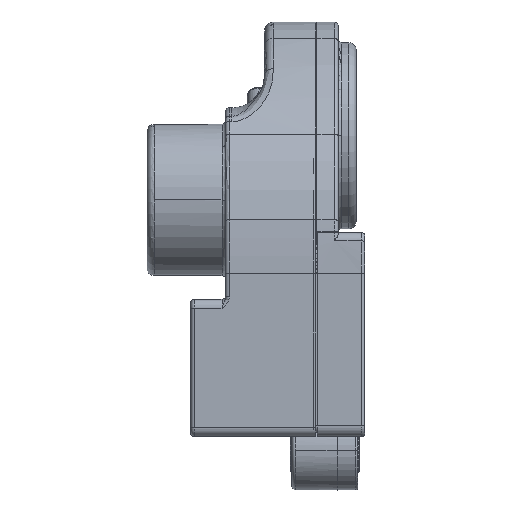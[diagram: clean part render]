
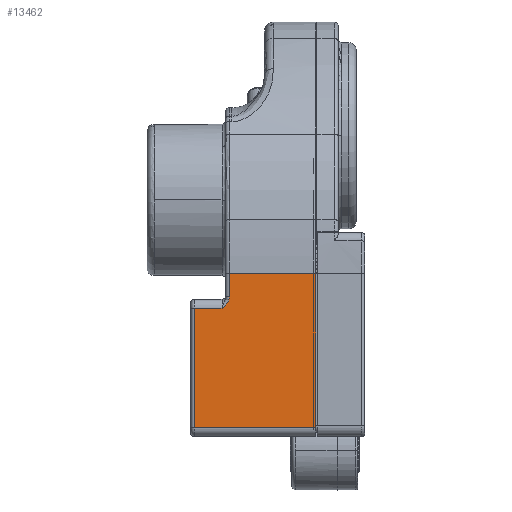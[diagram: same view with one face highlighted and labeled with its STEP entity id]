
A CAD part, left-side view. The second image highlights one B-rep face of the part: STEP entity #13462.
In plain terms, the highlighted planar face has unit normal (-1, 0, 0).
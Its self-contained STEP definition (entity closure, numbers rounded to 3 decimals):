
#669 = DIRECTION ( 'NONE',  ( 0., 1., 0. ) ) ;
#685 = CARTESIAN_POINT ( 'NONE',  ( -68.103, 44.074, -3.618 ) ) ;
#774 = EDGE_CURVE ( 'NONE', #5285, #34751, #27752, .T. ) ;
#781 = EDGE_CURVE ( 'NONE', #5970, #40410, #23794, .T. ) ;
#2367 = DIRECTION ( 'NONE',  ( 0., -1., 0. ) ) ;
#3505 = VECTOR ( 'NONE', #669, 1000. ) ;
#3658 = ORIENTED_EDGE ( 'NONE', *, *, #774, .T. ) ;
#3745 = EDGE_LOOP ( 'NONE', ( #26838, #30485, #3658, #8995, #16722, #31994, #18385 ) ) ;
#3784 = LINE ( 'NONE', #8962, #40010 ) ;
#4695 = CARTESIAN_POINT ( 'NONE',  ( -68.103, -6.951, -70.462 ) ) ;
#4736 = CARTESIAN_POINT ( 'NONE',  ( -68.103, 41.049, 1.862 ) ) ;
#5285 = VERTEX_POINT ( 'NONE', #10742 ) ;
#5344 = CARTESIAN_POINT ( 'NONE',  ( -68.103, 41.049, 0.437 ) ) ;
#5488 = CARTESIAN_POINT ( 'NONE',  ( -68.103, 1.049, 14.782 ) ) ;
#5786 = DIRECTION ( 'NONE',  ( 0., 0., -1. ) ) ;
#5970 = VERTEX_POINT ( 'NONE', #4695 ) ;
#7057 = VERTEX_POINT ( 'NONE', #32438 ) ;
#7132 = CARTESIAN_POINT ( 'NONE',  ( -68.103, 60.349, -70.462 ) ) ;
#7936 = EDGE_CURVE ( 'NONE', #37989, #5285, #32866, .T. ) ;
#8962 = CARTESIAN_POINT ( 'NONE',  ( -68.103, 1.049, -70.462 ) ) ;
#8995 = ORIENTED_EDGE ( 'NONE', *, *, #42124, .T. ) ;
#10608 = DIRECTION ( 'NONE',  ( 0., 0., -1. ) ) ;
#10742 = CARTESIAN_POINT ( 'NONE',  ( -68.103, 45.049, -4.462 ) ) ;
#11989 = CARTESIAN_POINT ( 'NONE',  ( -68.103, 41.049, 1.536 ) ) ;
#12705 = EDGE_CURVE ( 'NONE', #7057, #40410, #37213, .T. ) ;
#13021 = CARTESIAN_POINT ( 'NONE',  ( -68.103, -6.951, 14.782 ) ) ;
#13462 = ADVANCED_FACE ( 'NONE', ( #33657 ), #23287, .F. ) ;
#15120 = CARTESIAN_POINT ( 'NONE',  ( -68.103, 41.049, 1.862 ) ) ;
#15660 = CARTESIAN_POINT ( 'NONE',  ( -68.103, 41.291, 0.271 ) ) ;
#16722 = ORIENTED_EDGE ( 'NONE', *, *, #34470, .T. ) ;
#18385 = ORIENTED_EDGE ( 'NONE', *, *, #12705, .F. ) ;
#18481 = CARTESIAN_POINT ( 'NONE',  ( -68.103, -6.951, 14.782 ) ) ;
#20010 = DIRECTION ( 'NONE',  ( 1., 0., 0. ) ) ;
#22985 = DIRECTION ( 'NONE',  ( 0., 0., -1. ) ) ;
#23287 = PLANE ( 'NONE',  #37630 ) ;
#23412 = CARTESIAN_POINT ( 'NONE',  ( -68.103, 60.349, -70.462 ) ) ;
#23794 = LINE ( 'NONE', #18481, #34591 ) ;
#26007 = DIRECTION ( 'NONE',  ( 0., 0., 1. ) ) ;
#26186 = CARTESIAN_POINT ( 'NONE',  ( -68.103, 43.382, -2.945 ) ) ;
#26838 = ORIENTED_EDGE ( 'NONE', *, *, #32643, .T. ) ;
#27752 = LINE ( 'NONE', #33145, #3505 ) ;
#28710 = VECTOR ( 'NONE', #2367, 1000. ) ;
#28820 = LINE ( 'NONE', #7132, #31111 ) ;
#30198 = CARTESIAN_POINT ( 'NONE',  ( -68.103, 41.081, 1.215 ) ) ;
#30485 = ORIENTED_EDGE ( 'NONE', *, *, #7936, .T. ) ;
#31111 = VECTOR ( 'NONE', #10608, 1000. ) ;
#31370 = CARTESIAN_POINT ( 'NONE',  ( -68.103, 1.049, 14.782 ) ) ;
#31724 = LINE ( 'NONE', #5344, #46441 ) ;
#31994 = ORIENTED_EDGE ( 'NONE', *, *, #781, .T. ) ;
#32438 = CARTESIAN_POINT ( 'NONE',  ( -68.103, 41.049, 14.782 ) ) ;
#32643 = EDGE_CURVE ( 'NONE', #7057, #37989, #31724, .T. ) ;
#32866 = B_SPLINE_CURVE_WITH_KNOTS ( 'NONE', 3,
 ( #4736, #11989, #30198, #37307, #15660, #33787, #36972, #37451, #40673, #41130, #26186, #685, #36814, #43954 ),
 .UNSPECIFIED., .F., .F.,
 ( 4, 2, 2, 2, 2, 2, 4 ),
 ( 0., 0.001, 0.002, 0.004, 0.005, 0.006, 0.008 ),
 .UNSPECIFIED. ) ;
#33145 = CARTESIAN_POINT ( 'NONE',  ( -68.103, 1.049, -4.462 ) ) ;
#33657 = FACE_OUTER_BOUND ( 'NONE', #3745, .T. ) ;
#33787 = CARTESIAN_POINT ( 'NONE',  ( -68.103, 41.633, -0.641 ) ) ;
#34470 = EDGE_CURVE ( 'NONE', #44706, #5970, #3784, .T. ) ;
#34591 = VECTOR ( 'NONE', #26007, 1000. ) ;
#34751 = VERTEX_POINT ( 'NONE', #44966 ) ;
#36814 = CARTESIAN_POINT ( 'NONE',  ( -68.103, 44.563, -4.041 ) ) ;
#36972 = CARTESIAN_POINT ( 'NONE',  ( -68.103, 41.951, -1.198 ) ) ;
#37213 = LINE ( 'NONE', #31370, #28710 ) ;
#37307 = CARTESIAN_POINT ( 'NONE',  ( -68.103, 41.202, 0.583 ) ) ;
#37451 = CARTESIAN_POINT ( 'NONE',  ( -68.103, 42.523, -1.982 ) ) ;
#37630 = AXIS2_PLACEMENT_3D ( 'NONE', #5488, #20010, #5786 ) ;
#37989 = VERTEX_POINT ( 'NONE', #15120 ) ;
#38704 = DIRECTION ( 'NONE',  ( 0., -1., 0. ) ) ;
#40010 = VECTOR ( 'NONE', #38704, 1000. ) ;
#40410 = VERTEX_POINT ( 'NONE', #13021 ) ;
#40673 = CARTESIAN_POINT ( 'NONE',  ( -68.103, 42.729, -2.234 ) ) ;
#41130 = CARTESIAN_POINT ( 'NONE',  ( -68.103, 43.158, -2.715 ) ) ;
#42124 = EDGE_CURVE ( 'NONE', #34751, #44706, #28820, .T. ) ;
#43954 = CARTESIAN_POINT ( 'NONE',  ( -68.103, 45.049, -4.462 ) ) ;
#44706 = VERTEX_POINT ( 'NONE', #23412 ) ;
#44966 = CARTESIAN_POINT ( 'NONE',  ( -68.103, 60.349, -4.462 ) ) ;
#46441 = VECTOR ( 'NONE', #22985, 1000. ) ;
